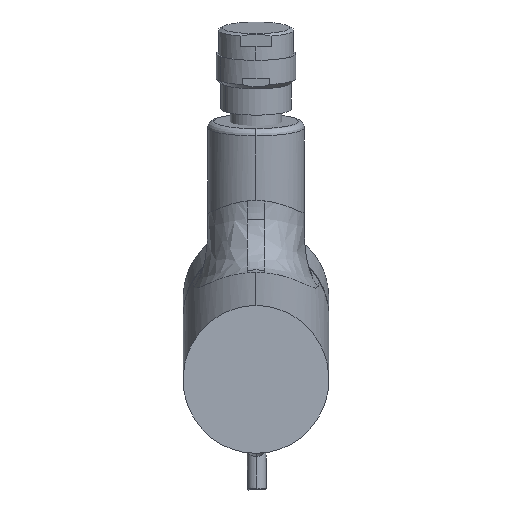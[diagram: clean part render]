
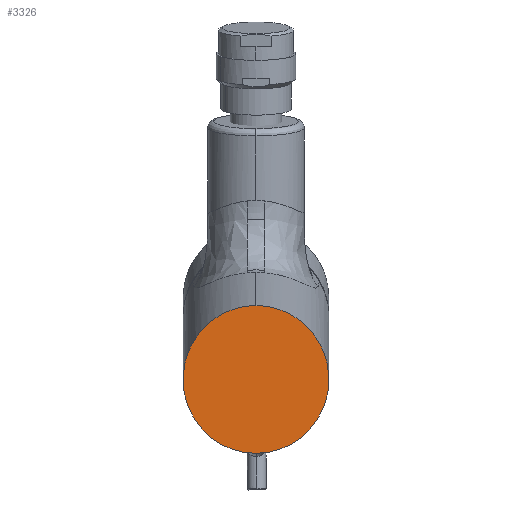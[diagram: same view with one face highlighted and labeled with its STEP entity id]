
A CAD part, front view. The second image highlights one B-rep face of the part: STEP entity #3326.
In plain terms, the highlighted planar face has unit normal (0, -1, 0).
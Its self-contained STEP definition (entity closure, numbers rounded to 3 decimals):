
#19 = CARTESIAN_POINT ( 'NONE',  ( 14.255, 0., 18.726 ) ) ;
#92 = DIRECTION ( 'NONE',  ( 0., -1., 0. ) ) ;
#464 = CARTESIAN_POINT ( 'NONE',  ( -20.351, 0., -11.768 ) ) ;
#544 = CARTESIAN_POINT ( 'NONE',  ( -11.72, 0., 20.457 ) ) ;
#584 = CARTESIAN_POINT ( 'NONE',  ( -10.37, 0., 21.195 ) ) ;
#829 = CARTESIAN_POINT ( 'NONE',  ( 3.066, 0., 23.459 ) ) ;
#872 = CARTESIAN_POINT ( 'NONE',  ( 1.535, 0., -23.534 ) ) ;
#1369 = CARTESIAN_POINT ( 'NONE',  ( -3.066, 0., -23.38 ) ) ;
#1397 = CARTESIAN_POINT ( 'NONE',  ( 0., 0., -23.534 ) ) ;
#1559 = FACE_OUTER_BOUND ( 'NONE', #10820, .T. ) ;
#1603 = CARTESIAN_POINT ( 'NONE',  ( 10.37, 0., 21.195 ) ) ;
#1642 = CARTESIAN_POINT ( 'NONE',  ( 22.517, 0., 6.108 ) ) ;
#1888 = AXIS2_PLACEMENT_3D ( 'NONE', #7226, #92, #1957 ) ;
#1957 = DIRECTION ( 'NONE',  ( 0., 0., 1. ) ) ;
#2509 = CARTESIAN_POINT ( 'NONE',  ( 11.72, 0., 20.457 ) ) ;
#2552 = CARTESIAN_POINT ( 'NONE',  ( 7.544, 0., 22.391 ) ) ;
#2585 = CARTESIAN_POINT ( 'NONE',  ( 1.535, 0., 23.613 ) ) ;
#2619 = CARTESIAN_POINT ( 'NONE',  ( 15.433, 0., 17.738 ) ) ;
#2755 = PLANE ( 'NONE',  #1888 ) ;
#3250 = CARTESIAN_POINT ( 'NONE',  ( -6.074, 0., -22.768 ) ) ;
#3326 = ADVANCED_FACE ( 'NONE', ( #1559 ), #2755, .T. ) ;
#3334 = CARTESIAN_POINT ( 'NONE',  ( 14.255, 0., -18.648 ) ) ;
#3410 = CARTESIAN_POINT ( 'NONE',  ( 0., 0., 23.613 ) ) ;
#3450 = CARTESIAN_POINT ( 'NONE',  ( 20.351, 0., 11.847 ) ) ;
#3490 = CARTESIAN_POINT ( 'NONE',  ( 23.25, 0., -1.493 ) ) ;
#3593 = CARTESIAN_POINT ( 'NONE',  ( 0., 0., 23.613 ) ) ;
#3979 = CARTESIAN_POINT ( 'NONE',  ( -14.255, 0., -18.648 ) ) ;
#4019 = CARTESIAN_POINT ( 'NONE',  ( -22.517, 0., 6.108 ) ) ;
#4060 = CARTESIAN_POINT ( 'NONE',  ( 0., 0., -23.534 ) ) ;
#4064 = VERTEX_POINT ( 'NONE', #4840 ) ;
#4380 = CARTESIAN_POINT ( 'NONE',  ( 22.08, 0., 7.581 ) ) ;
#4408 = EDGE_CURVE ( 'NONE', #5437, #4064, #8212, .T. ) ;
#4443 = CARTESIAN_POINT ( 'NONE',  ( -3.066, 0., 23.459 ) ) ;
#4585 = ORIENTED_EDGE ( 'NONE', *, *, #4408, .F. ) ;
#4840 = CARTESIAN_POINT ( 'NONE',  ( 0., 0., 23.613 ) ) ;
#4895 = CARTESIAN_POINT ( 'NONE',  ( -20.351, 0., 11.847 ) ) ;
#5219 = CARTESIAN_POINT ( 'NONE',  ( 18.655, 0., -14.366 ) ) ;
#5251 = CARTESIAN_POINT ( 'NONE',  ( 7.544, 0., -22.313 ) ) ;
#5437 = VERTEX_POINT ( 'NONE', #1397 ) ;
#5725 = CARTESIAN_POINT ( 'NONE',  ( -15.433, 0., -17.659 ) ) ;
#5801 = CARTESIAN_POINT ( 'NONE',  ( -14.255, 0., 18.726 ) ) ;
#5884 = CARTESIAN_POINT ( 'NONE',  ( -23.25, 0., -1.493 ) ) ;
#6017 = CARTESIAN_POINT ( 'NONE',  ( 6.074, 0., -22.768 ) ) ;
#6055 = CARTESIAN_POINT ( 'NONE',  ( 22.08, 0., -7.502 ) ) ;
#6614 = CARTESIAN_POINT ( 'NONE',  ( -22.517, 0., -6.029 ) ) ;
#6696 = CARTESIAN_POINT ( 'NONE',  ( -22.08, 0., 7.581 ) ) ;
#6733 = CARTESIAN_POINT ( 'NONE',  ( -23.103, 0., -3.022 ) ) ;
#6892 = CARTESIAN_POINT ( 'NONE',  ( 23.25, 0., 1.572 ) ) ;
#7006 = CARTESIAN_POINT ( 'NONE',  ( 23.103, 0., -3.022 ) ) ;
#7226 = CARTESIAN_POINT ( 'NONE',  ( -27.912, 0., 28.339 ) ) ;
#7570 = CARTESIAN_POINT ( 'NONE',  ( -15.433, 0., 17.738 ) ) ;
#7610 = CARTESIAN_POINT ( 'NONE',  ( -18.655, 0., -14.366 ) ) ;
#7777 = CARTESIAN_POINT ( 'NONE',  ( 18.655, 0., 14.445 ) ) ;
#7880 = CARTESIAN_POINT ( 'NONE',  ( 10.37, 0., -21.116 ) ) ;
#8212 = B_SPLINE_CURVE_WITH_KNOTS ( 'NONE', 3,
 ( #4060, #11111, #1369, #3250, #11033, #10177, #9371, #3979, #5725, #7610, #464, #8491, #6614, #6733, #5884, #9294, #8375, #4019, #6696, #4895, #11071, #7570, #5801, #544, #584, #9713, #8790, #4443, #8752, #3593 ),
 .UNSPECIFIED., .F., .F.,
 ( 4, 2, 2, 2, 2, 2, 2, 2, 2, 2, 2, 2, 2, 2, 4 ),
 ( 0., 0.063, 0.125, 0.188, 0.25, 0.375, 0.438, 0.5, 0.562, 0.625, 0.75, 0.812, 0.875, 0.937, 1. ),
 .UNSPECIFIED. ) ;
#8322 = ORIENTED_EDGE ( 'NONE', *, *, #10104, .T. ) ;
#8375 = CARTESIAN_POINT ( 'NONE',  ( -23.103, 0., 3.1 ) ) ;
#8491 = CARTESIAN_POINT ( 'NONE',  ( -22.08, 0., -7.502 ) ) ;
#8654 = CARTESIAN_POINT ( 'NONE',  ( 6.074, 0., 22.847 ) ) ;
#8684 = CARTESIAN_POINT ( 'NONE',  ( 22.517, 0., -6.029 ) ) ;
#8752 = CARTESIAN_POINT ( 'NONE',  ( -1.535, 0., 23.613 ) ) ;
#8761 = CARTESIAN_POINT ( 'NONE',  ( 20.351, 0., -11.768 ) ) ;
#8790 = CARTESIAN_POINT ( 'NONE',  ( -6.074, 0., 22.847 ) ) ;
#9294 = CARTESIAN_POINT ( 'NONE',  ( -23.25, 0., 1.572 ) ) ;
#9371 = CARTESIAN_POINT ( 'NONE',  ( -11.72, 0., -20.378 ) ) ;
#9644 = CARTESIAN_POINT ( 'NONE',  ( 23.103, 0., 3.1 ) ) ;
#9713 = CARTESIAN_POINT ( 'NONE',  ( -7.544, 0., 22.391 ) ) ;
#10104 = EDGE_CURVE ( 'NONE', #5437, #4064, #10688, .T. ) ;
#10177 = CARTESIAN_POINT ( 'NONE',  ( -10.37, 0., -21.116 ) ) ;
#10388 = CARTESIAN_POINT ( 'NONE',  ( 0., 0., -23.534 ) ) ;
#10502 = CARTESIAN_POINT ( 'NONE',  ( 15.433, 0., -17.659 ) ) ;
#10688 = B_SPLINE_CURVE_WITH_KNOTS ( 'NONE', 3,
 ( #10388, #872, #11318, #6017, #5251, #7880, #11395, #3334, #10502, #5219, #8761, #6055, #8684, #7006, #3490, #6892, #9644, #1642, #4380, #3450, #7777, #2619, #19, #2509, #1603, #2552, #8654, #829, #2585, #3410 ),
 .UNSPECIFIED., .F., .F.,
 ( 4, 2, 2, 2, 2, 2, 2, 2, 2, 2, 2, 2, 2, 2, 4 ),
 ( 0., 0.063, 0.125, 0.188, 0.25, 0.375, 0.438, 0.5, 0.562, 0.625, 0.75, 0.812, 0.875, 0.937, 1. ),
 .UNSPECIFIED. ) ;
#10820 = EDGE_LOOP ( 'NONE', ( #8322, #4585 ) ) ;
#11033 = CARTESIAN_POINT ( 'NONE',  ( -7.544, 0., -22.313 ) ) ;
#11071 = CARTESIAN_POINT ( 'NONE',  ( -18.655, 0., 14.445 ) ) ;
#11111 = CARTESIAN_POINT ( 'NONE',  ( -1.535, 0., -23.534 ) ) ;
#11318 = CARTESIAN_POINT ( 'NONE',  ( 3.066, 0., -23.38 ) ) ;
#11395 = CARTESIAN_POINT ( 'NONE',  ( 11.72, 0., -20.378 ) ) ;
